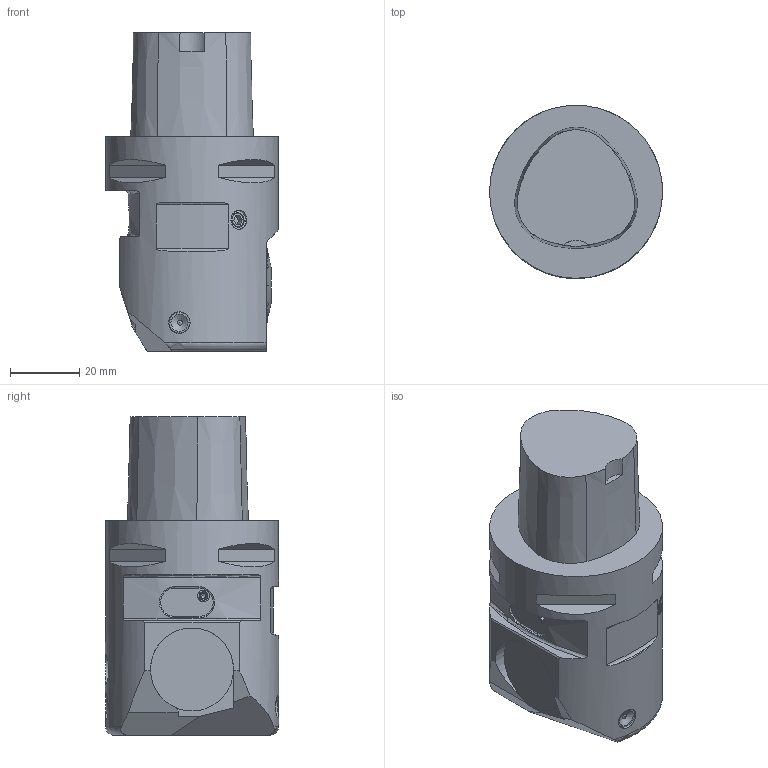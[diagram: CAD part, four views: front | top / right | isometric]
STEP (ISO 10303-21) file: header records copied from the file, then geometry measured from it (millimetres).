
FILE_DESCRIPTION(/* description */ (''),/* implementation_level */ '2;1');
FILE_NAME(/* name */ '1694594839073.stp',/* time_stamp */ '2023-09-13T10:47:24+02:00',/* author */ (''),/* organization */ ('SMS'),/* preprocessor_version */ 'ST-DEVELOPER v16.7',/* originating_system */ 'SIEMENS PLM Software NX 12.0',/* authorisation */ '');
FILE_SCHEMA (('AUTOMOTIVE_DESIGN { 1 0 10303 214 3 1 1 1 }'));
Length unit declared in the file: millimetre
Products named in the file (1): 111166143mod000_02
Bounding box: 49.98 x 50 x 92 mm (x, y, z)
Volume: 136075.7 mm3; surface area: 22785.7 mm2
Topology: 2 solids, 2 shells, 346 faces, 951 edges, 633 vertices
Faces by surface type: plane 282, cylinder 31, cone 22, torus 8, sphere 3
Full cylindrical faces by diameter (mm): 1.5 x1, 2.5 x1, 2.88 x1, 3.4 x1, 4.05 x1, 4.2 x1, 4.67 x1, 4.7 x1, 5.4 x1, 6 x1, 6.25 x1, 8 x1, 8.018 x1, 8.5 x1, 24 x2, 50 x1
Entity records: 11190 total; most frequent: CARTESIAN_POINT 2822, ORIENTED_EDGE 1794, DIRECTION 1567, EDGE_CURVE 897, VERTEX_POINT 607, LINE 535, VECTOR 535, AXIS2_PLACEMENT_3D 516
